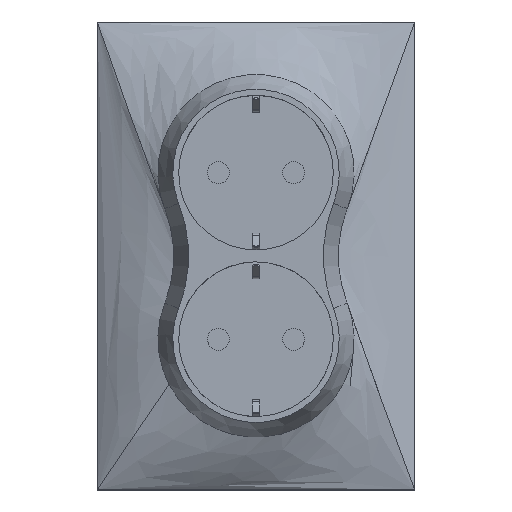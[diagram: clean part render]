
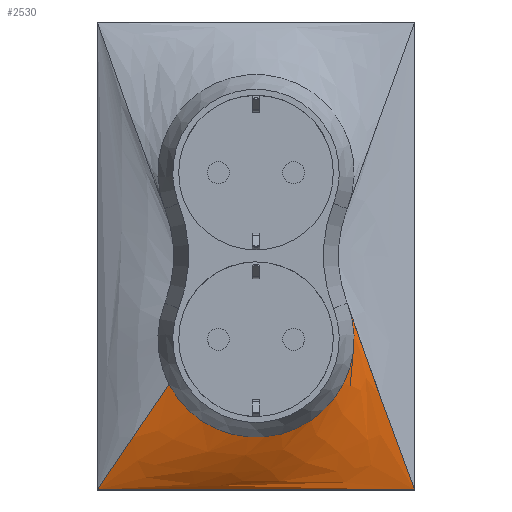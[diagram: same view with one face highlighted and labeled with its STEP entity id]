
A CAD part, top view. The second image highlights one B-rep face of the part: STEP entity #2530.
In plain terms, the highlighted free-form (B-spline) face has degree [3, 3] with [13, 4] control points.
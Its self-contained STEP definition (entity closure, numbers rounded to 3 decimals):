
#24 = VERTEX_POINT ( 'NONE', #5393 ) ;
#83 = ORIENTED_EDGE ( 'NONE', *, *, #2896, .T. ) ;
#236 = CARTESIAN_POINT ( 'NONE',  ( 0., -21., 15. ) ) ;
#244 = CARTESIAN_POINT ( 'NONE',  ( 27.84, -30.777, 13.328 ) ) ;
#267 = CARTESIAN_POINT ( 'NONE',  ( 12.617, -52.394, 10.65 ) ) ;
#293 = CARTESIAN_POINT ( 'NONE',  ( -20., -59., 7. ) ) ;
#314 = CARTESIAN_POINT ( 'NONE',  ( -21.955, -32.383, 15. ) ) ;
#442 = VERTEX_POINT ( 'NONE', #1698 ) ;
#718 = CARTESIAN_POINT ( 'NONE',  ( 28.541, -27.791, 13.328 ) ) ;
#731 = DIRECTION ( 'NONE',  ( -1., 0., 0. ) ) ;
#738 = CARTESIAN_POINT ( 'NONE',  ( 35., -59., 7. ) ) ;
#752 = CARTESIAN_POINT ( 'NONE',  ( 22.999, -11.909, 15. ) ) ;
#755 = CARTESIAN_POINT ( 'NONE',  ( 10.501, -44.055, 15. ) ) ;
#777 = CARTESIAN_POINT ( 'NONE',  ( -19.689, -47.162, 13.328 ) ) ;
#786 = VERTEX_POINT ( 'NONE', #5039 ) ;
#795 = CARTESIAN_POINT ( 'NONE',  ( -34.136, -50.35, 10.65 ) ) ;
#825 = FACE_OUTER_BOUND ( 'NONE', #3278, .T. ) ;
#850 = B_SPLINE_CURVE_WITH_KNOTS ( 'NONE', 3,
 ( #1562, #4106, #4988, #2401 ),
 .UNSPECIFIED., .F., .F.,
 ( 4, 4 ),
 ( 0., 1. ),
 .UNSPECIFIED. ) ;
#1013 = LINE ( 'NONE', #1507, #5404 ) ;
#1152 = CARTESIAN_POINT ( 'NONE',  ( 26.003, -34.954, 13.328 ) ) ;
#1173 = CARTESIAN_POINT ( 'NONE',  ( 3.349, -54.241, 10.65 ) ) ;
#1190 = CARTESIAN_POINT ( 'NONE',  ( -28.333, -59., 7. ) ) ;
#1507 = CARTESIAN_POINT ( 'NONE',  ( -40., -59., 7. ) ) ;
#1550 = CARTESIAN_POINT ( 'NONE',  ( 34.182, -43.525, 10.65 ) ) ;
#1562 = CARTESIAN_POINT ( 'NONE',  ( -21.955, -32.384, 15. ) ) ;
#1567 = CARTESIAN_POINT ( 'NONE',  ( 28.333, -59., 7. ) ) ;
#1578 = CARTESIAN_POINT ( 'NONE',  ( 40., -59., 7. ) ) ;
#1583 = CARTESIAN_POINT ( 'NONE',  ( 1.201, -46.305, 15. ) ) ;
#1597 = CARTESIAN_POINT ( 'NONE',  ( -24.81, -44.129, 13.328 ) ) ;
#1698 = CARTESIAN_POINT ( 'NONE',  ( -21.955, -32.384, 15. ) ) ;
#1962 = CARTESIAN_POINT ( 'NONE',  ( 23.575, -13.365, 15. ) ) ;
#1979 = CARTESIAN_POINT ( 'NONE',  ( 22.204, -40.171, 13.328 ) ) ;
#2001 = CARTESIAN_POINT ( 'NONE',  ( -6.417, -54.991, 10.65 ) ) ;
#2016 = CARTESIAN_POINT ( 'NONE',  ( -35., -59., 7. ) ) ;
#2141 = VERTEX_POINT ( 'NONE', #5225 ) ;
#2158 = B_SPLINE_SURFACE_WITH_KNOTS ( 'NONE', 3, 3, ( 
 ( #4090, #718, #1550, #4529 ),
 ( #1962, #4973, #2385, #5405 ),
 ( #2811, #244, #3250, #738 ),
 ( #3696, #1152, #4112, #1567 ),
 ( #4551, #1979, #4997, #2403 ),
 ( #5425, #2835, #267, #3274 ),
 ( #755, #3716, #1173, #4129 ),
 ( #1583, #4572, #2001, #5015 ),
 ( #2426, #5446, #2853, #293 ),
 ( #3296, #777, #3731, #1190 ),
 ( #4154, #1597, #4596, #2016 ),
 ( #5035, #2447, #5466, #2878 ),
 ( #314, #3319, #795, #3752 ) ),
 .UNSPECIFIED., .F., .F., .F.,
 ( 4, 1, 1, 1, 1, 1, 1, 1, 1, 1, 4 ),
 ( 4, 4 ),
 ( 0.743, 0.759, 0.775, 0.807, 0.84, 0.872, 0.904, 0.936, 0.968, 0.984, 1. ),
 ( 0., 1. ),
 .UNSPECIFIED. ) ;
#2385 = CARTESIAN_POINT ( 'NONE',  ( 33.263, -44.011, 10.65 ) ) ;
#2401 = CARTESIAN_POINT ( 'NONE',  ( -40., -59., 7. ) ) ;
#2403 = CARTESIAN_POINT ( 'NONE',  ( 20., -59., 7. ) ) ;
#2426 = CARTESIAN_POINT ( 'NONE',  ( -8.27, -44.946, 15. ) ) ;
#2447 = CARTESIAN_POINT ( 'NONE',  ( -27.059, -42.367, 13.328 ) ) ;
#2530 = ADVANCED_FACE ( 'NONE', ( #825 ), #2158, .T. ) ;
#2561 = ORIENTED_EDGE ( 'NONE', *, *, #2886, .T. ) ;
#2623 = AXIS2_PLACEMENT_3D ( 'NONE', #236, #3246, #731 ) ;
#2807 = EDGE_CURVE ( 'NONE', #24, #786, #1013, .T. ) ;
#2811 = CARTESIAN_POINT ( 'NONE',  ( 24.447, -16.388, 15. ) ) ;
#2835 = CARTESIAN_POINT ( 'NONE',  ( 15.409, -45.529, 13.328 ) ) ;
#2853 = CARTESIAN_POINT ( 'NONE',  ( -16.241, -54.538, 10.65 ) ) ;
#2878 = CARTESIAN_POINT ( 'NONE',  ( -38.333, -59., 7. ) ) ;
#2886 = EDGE_CURVE ( 'NONE', #2141, #442, #3109, .T. ) ;
#2896 = EDGE_CURVE ( 'NONE', #442, #24, #850, .T. ) ;
#2910 = EDGE_CURVE ( 'NONE', #2141, #786, #4466, .T. ) ;
#3109 = CIRCLE ( 'NONE', #2623, 24.73 ) ;
#3246 = DIRECTION ( 'NONE',  ( 0., 0., -1. ) ) ;
#3250 = CARTESIAN_POINT ( 'NONE',  ( 31.332, -45.018, 10.65 ) ) ;
#3267 = CARTESIAN_POINT ( 'NONE',  ( 28.541, -27.791, 13.328 ) ) ;
#3274 = CARTESIAN_POINT ( 'NONE',  ( 10., -59., 7. ) ) ;
#3278 = EDGE_LOOP ( 'NONE', ( #2561, #83, #5291, #4181 ) ) ;
#3296 = CARTESIAN_POINT ( 'NONE',  ( -15.179, -40.966, 15. ) ) ;
#3319 = CARTESIAN_POINT ( 'NONE',  ( -28.095, -41.44, 13.328 ) ) ;
#3696 = CARTESIAN_POINT ( 'NONE',  ( 25.026, -22.654, 15. ) ) ;
#3716 = CARTESIAN_POINT ( 'NONE',  ( 6.875, -49.221, 13.328 ) ) ;
#3731 = CARTESIAN_POINT ( 'NONE',  ( -24.099, -53.211, 10.65 ) ) ;
#3752 = CARTESIAN_POINT ( 'NONE',  ( -40., -59., 7. ) ) ;
#4090 = CARTESIAN_POINT ( 'NONE',  ( 22.999, -11.909, 15. ) ) ;
#4106 = CARTESIAN_POINT ( 'NONE',  ( -28.095, -41.44, 13.328 ) ) ;
#4112 = CARTESIAN_POINT ( 'NONE',  ( 27.08, -47.107, 10.65 ) ) ;
#4122 = CARTESIAN_POINT ( 'NONE',  ( 34.182, -43.525, 10.65 ) ) ;
#4129 = CARTESIAN_POINT ( 'NONE',  ( 0., -59., 7. ) ) ;
#4154 = CARTESIAN_POINT ( 'NONE',  ( -19.527, -36.416, 15. ) ) ;
#4181 = ORIENTED_EDGE ( 'NONE', *, *, #2910, .F. ) ;
#4466 = B_SPLINE_CURVE_WITH_KNOTS ( 'NONE', 3,
 ( #752, #3267, #4122, #1578 ),
 .UNSPECIFIED., .F., .F.,
 ( 4, 4 ),
 ( 0., 1. ),
 .UNSPECIFIED. ) ;
#4469 = DIRECTION ( 'NONE',  ( 1., 0., 0. ) ) ;
#4529 = CARTESIAN_POINT ( 'NONE',  ( 40., -59., 7. ) ) ;
#4551 = CARTESIAN_POINT ( 'NONE',  ( 23.494, -30.478, 15. ) ) ;
#4572 = CARTESIAN_POINT ( 'NONE',  ( -2.658, -50.721, 13.328 ) ) ;
#4596 = CARTESIAN_POINT ( 'NONE',  ( -29.993, -51.694, 10.65 ) ) ;
#4973 = CARTESIAN_POINT ( 'NONE',  ( 28.369, -28.762, 13.328 ) ) ;
#4988 = CARTESIAN_POINT ( 'NONE',  ( -34.136, -50.35, 10.65 ) ) ;
#4997 = CARTESIAN_POINT ( 'NONE',  ( 21.014, -49.715, 10.65 ) ) ;
#5015 = CARTESIAN_POINT ( 'NONE',  ( -10., -59., 7. ) ) ;
#5035 = CARTESIAN_POINT ( 'NONE',  ( -21.234, -33.774, 15. ) ) ;
#5039 = CARTESIAN_POINT ( 'NONE',  ( 40., -59., 7. ) ) ;
#5225 = CARTESIAN_POINT ( 'NONE',  ( 22.999, -11.909, 15. ) ) ;
#5291 = ORIENTED_EDGE ( 'NONE', *, *, #2807, .T. ) ;
#5393 = CARTESIAN_POINT ( 'NONE',  ( -40., -59., 7. ) ) ;
#5404 = VECTOR ( 'NONE', #4469, 1000. ) ;
#5405 = CARTESIAN_POINT ( 'NONE',  ( 38.333, -59., 7. ) ) ;
#5425 = CARTESIAN_POINT ( 'NONE',  ( 18.302, -38.516, 15. ) ) ;
#5446 = CARTESIAN_POINT ( 'NONE',  ( -12.306, -49.815, 13.328 ) ) ;
#5466 = CARTESIAN_POINT ( 'NONE',  ( -32.784, -50.814, 10.65 ) ) ;
